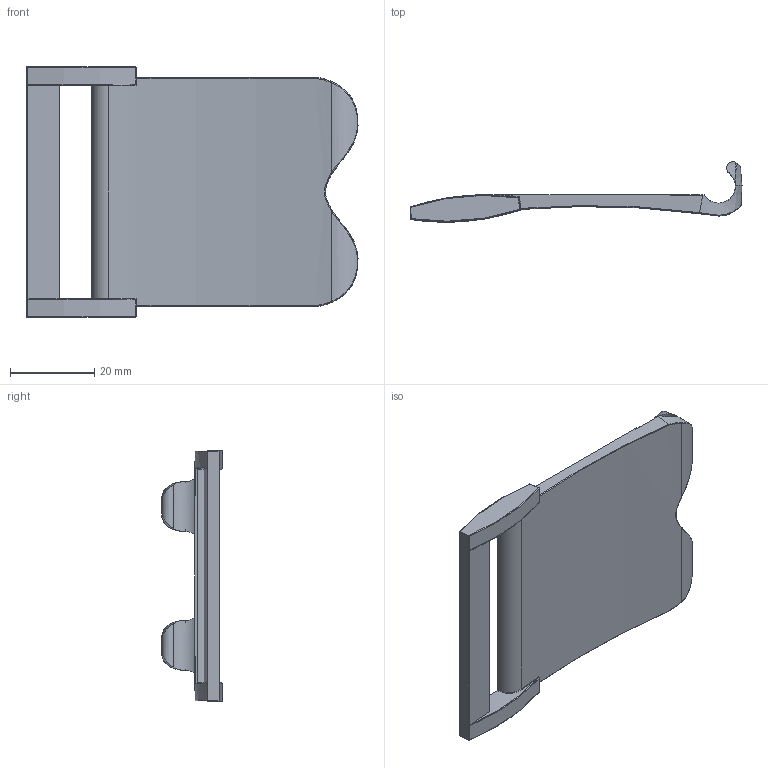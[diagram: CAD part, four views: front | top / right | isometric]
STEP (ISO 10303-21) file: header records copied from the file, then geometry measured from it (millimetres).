
FILE_DESCRIPTION(/* description */ (''),/* implementation_level */ '2;1');
FILE_NAME(/* name */ 'Eros Tracker Strap Adapter II v8.step',/* time_stamp */ '2023-11-29T12:58:31-08:00',/* author */ (''),/* organization */ (''),/* preprocessor_version */ 'ST-DEVELOPER v20',/* originating_system */ 'Autodesk Translation Framework v12.14.0.127',/* authorisation */ '');
FILE_SCHEMA (('AUTOMOTIVE_DESIGN { 1 0 10303 214 3 1 1 }'));
Length unit declared in the file: millimetre
Products named in the file (1): Eros Tracker Strap Adapter II
Bounding box: 78.61 x 14.27 x 59.44 mm (x, y, z)
Volume: 13021.5 mm3; surface area: 9495.5 mm2
Topology: 1 solids, 1 shells, 129 faces, 331 edges, 206 vertices
Faces by surface type: bspline 44, cylinder 40, plane 27, torus 10, sphere 8
Full cylindrical faces by diameter (mm): 9.8 x4
Entity records: 6026 total; most frequent: CARTESIAN_POINT 3191, ORIENTED_EDGE 662, DIRECTION 475, EDGE_CURVE 331, VERTEX_POINT 206, AXIS2_PLACEMENT_3D 196, EDGE_LOOP 133, FACE_OUTER_BOUND 129
